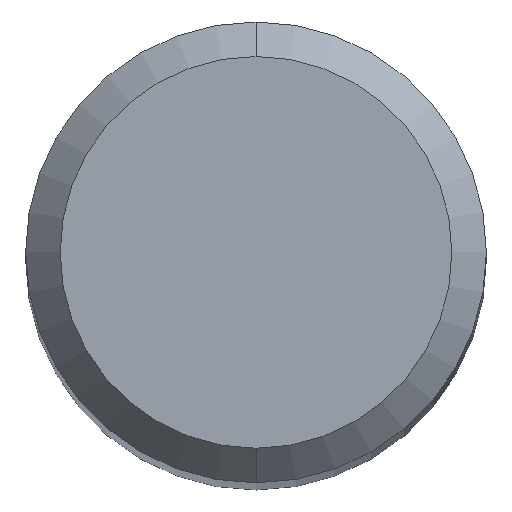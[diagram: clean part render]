
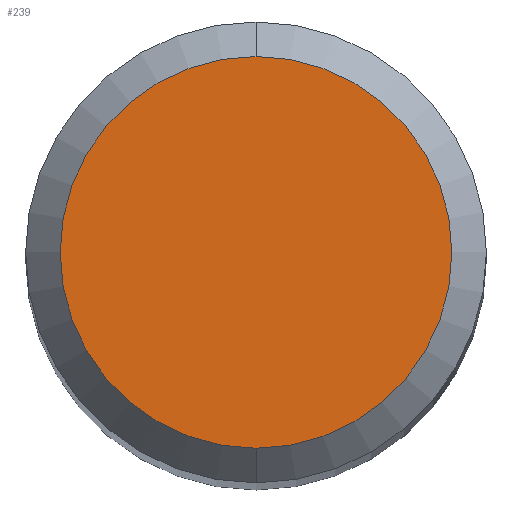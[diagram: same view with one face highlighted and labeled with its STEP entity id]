
A CAD part, top view. The second image highlights one B-rep face of the part: STEP entity #239.
In plain terms, the highlighted planar face has unit normal (0, 0, 1).
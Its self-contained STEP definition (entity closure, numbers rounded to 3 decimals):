
#239=ADVANCED_FACE('',(#557),#558,.T.);
#249=VERTEX_POINT('',#568);
#269=EDGE_CURVE('',#419,#249,#591,.T.);
#307=EDGE_CURVE('',#249,#419,#632,.T.);
#419=VERTEX_POINT('',#760);
#557=FACE_OUTER_BOUND('',#992,.T.);
#558=PLANE('',#993);
#568=CARTESIAN_POINT('',(0.,-1.7,0.0));
#591=CIRCLE('',#1047,1.7);
#632=CIRCLE('',#1124,1.7);
#760=CARTESIAN_POINT('',(0.0,1.7,0.0));
#992=EDGE_LOOP('',(#1526,#1527));
#993=AXIS2_PLACEMENT_3D('',#1528,#1529,#1530);
#1047=AXIS2_PLACEMENT_3D('',#1574,#1575,#1576);
#1124=AXIS2_PLACEMENT_3D('',#1606,#1607,#1608);
#1526=ORIENTED_EDGE('',*,*,#269,.F.);
#1527=ORIENTED_EDGE('',*,*,#307,.F.);
#1528=CARTESIAN_POINT('',(0.0,0.85,0.0));
#1529=DIRECTION('',(-0.0,0.0,1.0));
#1530=DIRECTION('',(0.0,-1.0,0.0));
#1574=CARTESIAN_POINT('',(0.0,0.0,0.0));
#1575=DIRECTION('',(0.0,0.0,-1.0));
#1576=DIRECTION('',(0.0,1.0,0.0));
#1606=CARTESIAN_POINT('',(0.0,0.0,0.0));
#1607=DIRECTION('',(0.0,0.0,-1.0));
#1608=DIRECTION('',(0.0,1.0,0.0));
